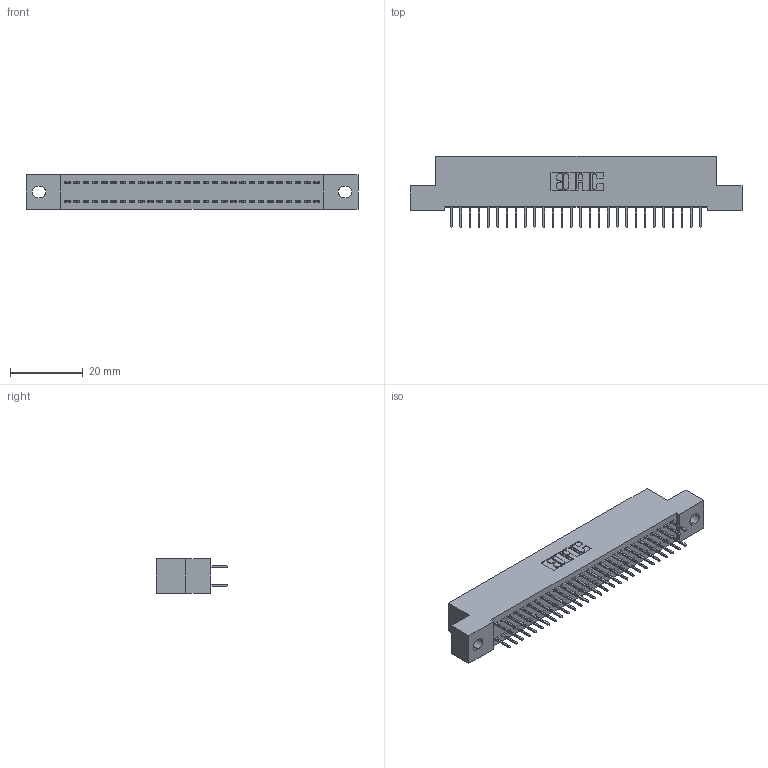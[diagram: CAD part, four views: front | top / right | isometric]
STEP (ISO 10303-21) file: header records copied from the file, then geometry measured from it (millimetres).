
FILE_DESCRIPTION (( 'STEP AP203' ), '1' );
FILE_NAME ('392-056-524-202.STEP', '2019-10-08T15:01:04', ( '' ), ( '' ), 'SwSTEP 2.0', 'SolidWorks 2016', '' );
FILE_SCHEMA (( 'CONFIG_CONTROL_DESIGN' ));
Length unit declared in the file: inch
Products named in the file (3): 342 Part_.128 Slot; 345-292-001_345-293-124; 392-056-524-202
Assembly tree (57 placements, depth 2):
  392-056-524-202
    342 Part_.128 Slot
    345-292-001_345-293-124  x56
Bounding box: 91.44 x 19.69 x 9.4 mm (x, y, z)
Volume: 8012.7 mm3; surface area: 12236.8 mm2
Topology: 57 solids, 57 shells, 3250 faces, 9215 edges, 5918 vertices
Faces by surface type: plane 2422, cylinder 828
Entity records: 19901 total; most frequent: CARTESIAN_POINT 3314, ORIENTED_EDGE 3250, DIRECTION 2857, EDGE_CURVE 1625, LINE 1501, VECTOR 1501, VERTEX_POINT 1078, AXIS2_PLACEMENT_3D 678
